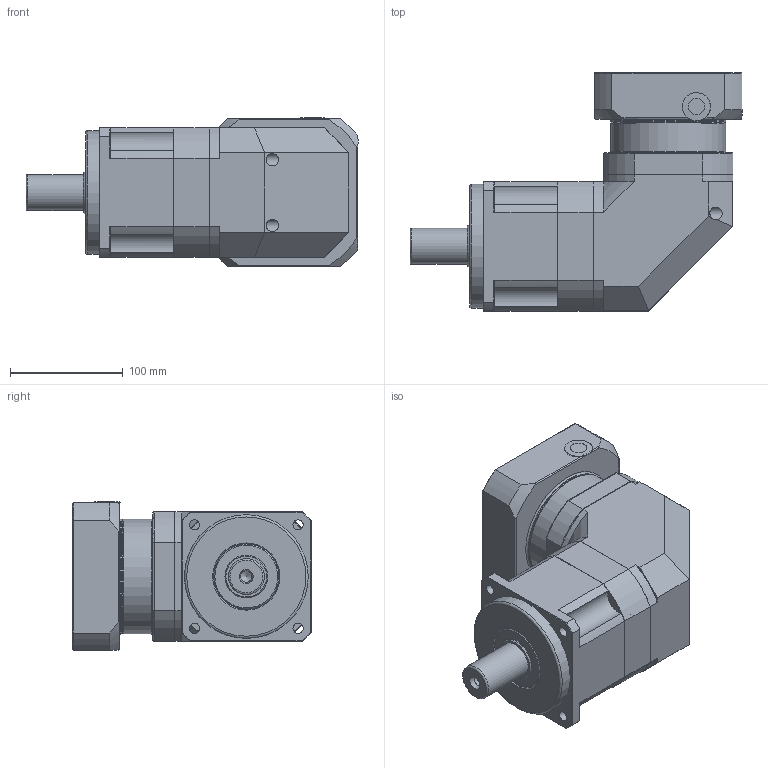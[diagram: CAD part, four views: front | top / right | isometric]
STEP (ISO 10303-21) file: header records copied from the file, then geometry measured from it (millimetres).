
FILE_DESCRIPTION(/* description */ (''),/* implementation_level */ '2;1');
FILE_NAME(/* name */ 'NPR11500A1-130A-S1.stp',/* time_stamp */ '2018-09-12T19:52:09+09:00',/* author */ ('Y.J.JI'),/* organization */ (''),/* preprocessor_version */ 'ST-DEVELOPER v15.6',/* originating_system */ 'Autodesk Inventor 2015',/* authorisation */ '');
FILE_SCHEMA (('AUTOMOTIVE_DESIGN { 1 0 10303 214 3 1 1 }'));
Length unit declared in the file: millimetre
Products named in the file (1): NPR11500A1-130A-S1
Bounding box: 295 x 211.5 x 132 mm (x, y, z)
Volume: 2909005.9 mm3; surface area: 297764.2 mm2
Topology: 2 solids, 26 shells, 541 faces, 1236 edges, 780 vertices
Faces by surface type: plane 256, cylinder 161, cone 84, torus 34, sphere 4, bspline 2
Full cylindrical faces by diameter (mm): 4.134 x8, 4.917 x10, 5.5 x8, 6 x10, 6.6 x10, 6.647 x5, 8 x1, 9 x5, 9.5 x8, 10 x10, 10.106 x1, 10.249 x1, 11 x10, 12.5 x1, 13 x1, 14 x1, 14.5 x1, 25 x1, 28 x1, 32 x1, 34 x1, 38 x1, 58 x2, 70 x1, 72 x1, 75 x1, 78 x1, 80 x1, 102 x2, 105 x1
Entity records: 14332 total; most frequent: CARTESIAN_POINT 2971, DIRECTION 2344, ORIENTED_EDGE 1942, AXIS2_PLACEMENT_3D 977, EDGE_CURVE 971, EDGE_LOOP 801, VERTEX_POINT 704, FACE_OUTER_BOUND 541
